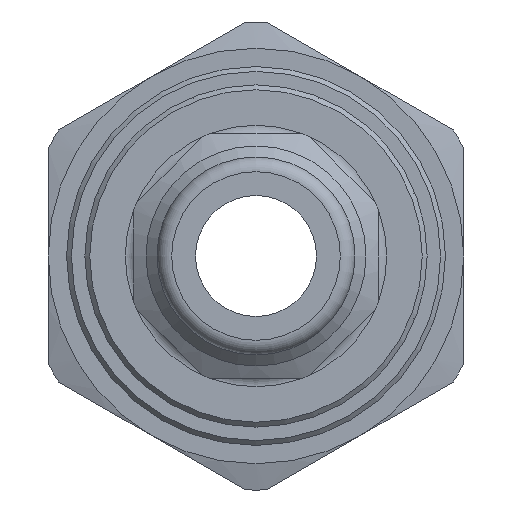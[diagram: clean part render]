
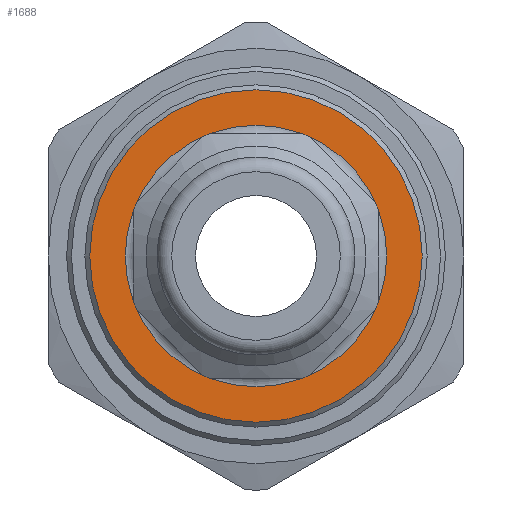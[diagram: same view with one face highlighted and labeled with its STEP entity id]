
A CAD part, left-side view. The second image highlights one B-rep face of the part: STEP entity #1688.
In plain terms, the highlighted planar face has unit normal (-1, 0, 0).
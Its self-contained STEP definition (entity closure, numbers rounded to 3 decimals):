
#1646=CARTESIAN_POINT('',(23.5,6.8,0.));
#1647=VERTEX_POINT('',#1646);
#1648=CARTESIAN_POINT('',(23.5,0.0,0.0));
#1649=DIRECTION('',(1.0,0.0,0.0));
#1650=DIRECTION('',(0.0,-1.0,0.0));
#1651=AXIS2_PLACEMENT_3D('',#1648,#1649,#1650);
#1652=CIRCLE('',#1651,6.8);
#1653=EDGE_CURVE('',#1647,#1647,#1652,.T.);
#1669=CARTESIAN_POINT('',(23.5,5.925,0.0));
#1670=DIRECTION('',(-1.0,0.0,0.0));
#1671=DIRECTION('',(0.0,0.0,1.0));
#1672=AXIS2_PLACEMENT_3D('',#1669,#1670,#1671);
#1673=PLANE('',#1672);
#1674=ORIENTED_EDGE('',*,*,#1653,.F.);
#1675=EDGE_LOOP('',(#1674));
#1676=FACE_OUTER_BOUND('',#1675,.T.);
#1677=CARTESIAN_POINT('',(23.5,5.35,0.));
#1678=VERTEX_POINT('',#1677);
#1679=CARTESIAN_POINT('',(23.5,0.0,0.0));
#1680=DIRECTION('',(-1.0,0.0,0.0));
#1681=DIRECTION('',(0.0,-1.0,0.0));
#1682=AXIS2_PLACEMENT_3D('',#1679,#1680,#1681);
#1683=CIRCLE('',#1682,5.35);
#1684=EDGE_CURVE('',#1678,#1678,#1683,.T.);
#1685=ORIENTED_EDGE('',*,*,#1684,.F.);
#1686=EDGE_LOOP('',(#1685));
#1687=FACE_BOUND('',#1686,.T.);
#1688=ADVANCED_FACE('',(#1676,#1687),#1673,.T.);
